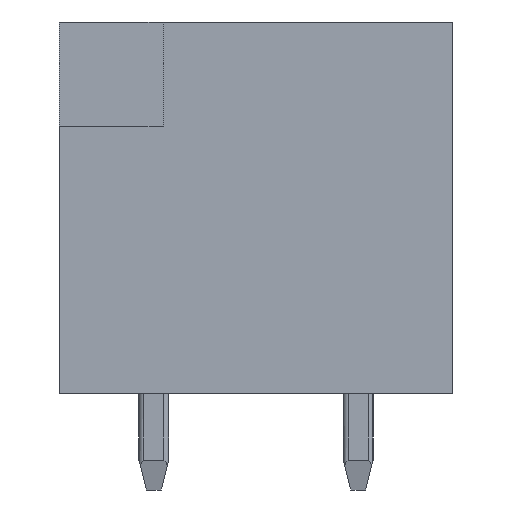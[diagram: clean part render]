
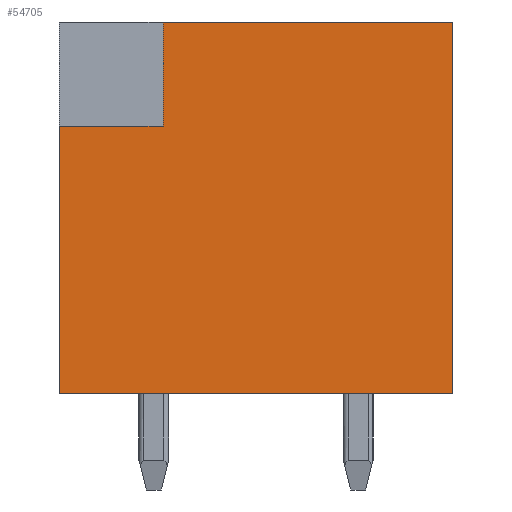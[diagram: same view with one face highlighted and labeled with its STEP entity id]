
A CAD part, left-side view. The second image highlights one B-rep face of the part: STEP entity #54705.
In plain terms, the highlighted planar face has unit normal (-1, 0, 0).
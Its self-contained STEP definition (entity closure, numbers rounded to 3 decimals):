
#9=DIRECTION('',(0.,1.,0.));
#10=VECTOR('',#9,10.6);
#11=CARTESIAN_POINT('',(-70.4,-5.3,-6.3));
#12=LINE('',#11,#10);
#3032=DIRECTION('',(0.,1.,0.));
#3033=VECTOR('',#3032,7.8);
#3034=CARTESIAN_POINT('',(-70.4,-5.3,3.7));
#3035=LINE('',#3034,#3033);
#21164=DIRECTION('',(0.,-1.,0.));
#21165=VECTOR('',#21164,2.8);
#21166=CARTESIAN_POINT('',(-70.4,5.3,0.9));
#21167=LINE('',#21166,#21165);
#21168=DIRECTION('',(0.,0.,-1.));
#21169=VECTOR('',#21168,2.8);
#21170=CARTESIAN_POINT('',(-70.4,2.5,3.7));
#21171=LINE('',#21170,#21169);
#21172=DIRECTION('',(0.,0.,-1.));
#21173=VECTOR('',#21172,10.);
#21174=CARTESIAN_POINT('',(-70.4,-5.3,3.7));
#21175=LINE('',#21174,#21173);
#21180=DIRECTION('',(0.,0.,-1.));
#21181=VECTOR('',#21180,7.2);
#21182=CARTESIAN_POINT('',(-70.4,5.3,0.9));
#21183=LINE('',#21182,#21181);
#26853=CARTESIAN_POINT('',(-70.4,-5.3,-6.3));
#26854=CARTESIAN_POINT('',(-70.4,5.3,-6.3));
#26855=VERTEX_POINT('',#26853);
#26856=VERTEX_POINT('',#26854);
#26857=CARTESIAN_POINT('',(-70.4,-5.3,3.7));
#26858=VERTEX_POINT('',#26857);
#26893=CARTESIAN_POINT('',(-70.4,2.5,0.9));
#26894=VERTEX_POINT('',#26893);
#26897=CARTESIAN_POINT('',(-70.4,5.3,0.9));
#26898=VERTEX_POINT('',#26897);
#26901=CARTESIAN_POINT('',(-70.4,2.5,3.7));
#26902=VERTEX_POINT('',#26901);
#54691=CARTESIAN_POINT('',(-70.4,-5.3,3.7));
#54692=DIRECTION('',(1.,0.,0.));
#54693=DIRECTION('',(0.,1.,0.));
#54694=AXIS2_PLACEMENT_3D('',#54691,#54692,#54693);
#54695=PLANE('',#54694);
#54696=ORIENTED_EDGE('',*,*,#54671,.T.);
#54697=ORIENTED_EDGE('',*,*,#54686,.F.);
#54698=ORIENTED_EDGE('',*,*,#29210,.F.);
#54699=ORIENTED_EDGE('',*,*,#26910,.T.);
#54700=ORIENTED_EDGE('',*,*,#26926,.T.);
#54702=ORIENTED_EDGE('',*,*,#54701,.F.);
#54703=EDGE_LOOP('',(#54696,#54697,#54698,#54699,#54700,#54702));
#54704=FACE_OUTER_BOUND('',#54703,.F.);
#54705=ADVANCED_FACE('',(#54704),#54695,.F.);
#26910=EDGE_CURVE('',#26858,#26855,#21175,.T.);
#26926=EDGE_CURVE('',#26855,#26856,#12,.T.);
#29210=EDGE_CURVE('',#26858,#26902,#3035,.T.);
#54671=EDGE_CURVE('',#26898,#26894,#21167,.T.);
#54686=EDGE_CURVE('',#26902,#26894,#21171,.T.);
#54701=EDGE_CURVE('',#26898,#26856,#21183,.T.);
